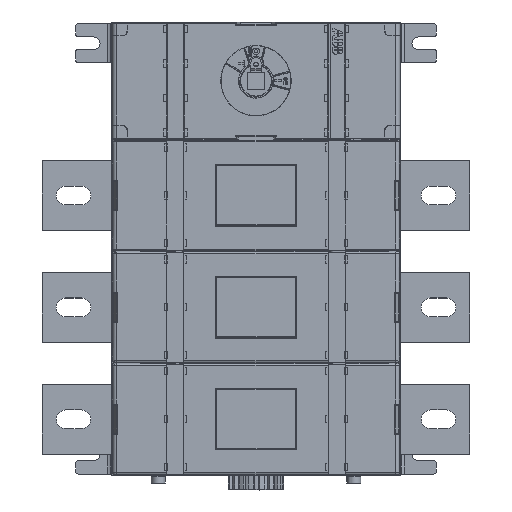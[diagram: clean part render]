
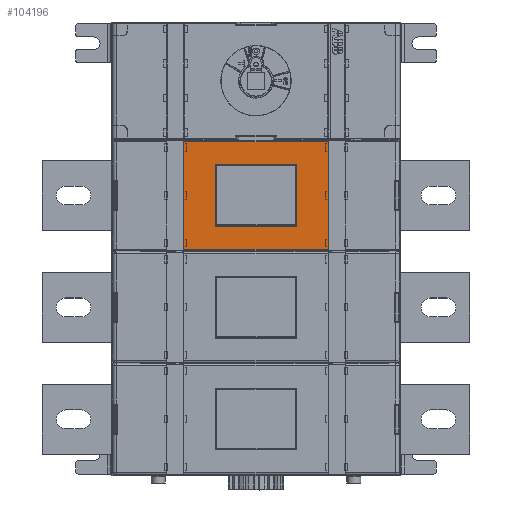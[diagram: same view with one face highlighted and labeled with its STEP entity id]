
A CAD part, top view. The second image highlights one B-rep face of the part: STEP entity #104196.
In plain terms, the highlighted planar face has unit normal (0, 0, 1).
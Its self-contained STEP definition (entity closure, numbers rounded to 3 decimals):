
#10837=DIRECTION('',(0.,1.,0.));
#10838=VECTOR('',#10837,76.786);
#10839=CARTESIAN_POINT('',(-19.839,-119.438,114.5));
#10840=LINE('',#10839,#10838);
#10906=DIRECTION('',(1.,0.,0.));
#10907=VECTOR('',#10906,103.);
#10908=CARTESIAN_POINT('',(-19.839,-42.652,114.5));
#10909=LINE('',#10908,#10907);
#10910=DIRECTION('',(0.,-1.,0.));
#10911=VECTOR('',#10910,76.786);
#10912=CARTESIAN_POINT('',(83.161,-42.652,114.5));
#10913=LINE('',#10912,#10911);
#10984=CARTESIAN_POINT('',(60.161,-102.545,114.5));
#10985=DIRECTION('',(0.,0.,-1.));
#10986=DIRECTION('',(1.,0.,0.));
#10987=AXIS2_PLACEMENT_3D('',#10984,#10985,#10986);
#10989=CARTESIAN_POINT('',(60.161,-59.545,114.5));
#10990=DIRECTION('',(0.,0.,-1.));
#10991=DIRECTION('',(0.,1.,0.));
#10992=AXIS2_PLACEMENT_3D('',#10989,#10990,#10991);
#10994=CARTESIAN_POINT('',(3.161,-59.545,114.5));
#10995=DIRECTION('',(0.,0.,-1.));
#10996=DIRECTION('',(-1.,0.,0.));
#10997=AXIS2_PLACEMENT_3D('',#10994,#10995,#10996);
#10999=CARTESIAN_POINT('',(3.161,-102.545,114.5));
#11000=DIRECTION('',(0.,0.,-1.));
#11001=DIRECTION('',(0.,-1.,0.));
#11002=AXIS2_PLACEMENT_3D('',#10999,#11000,#11001);
#11008=DIRECTION('',(-1.,0.,0.));
#11009=VECTOR('',#11008,103.);
#11010=CARTESIAN_POINT('',(83.161,-119.438,114.5));
#11011=LINE('',#11010,#11009);
#11020=DIRECTION('',(0.,1.,0.));
#11021=VECTOR('',#11020,43.);
#11022=CARTESIAN_POINT('',(60.661,-102.545,114.5));
#11023=LINE('',#11022,#11021);
#11624=DIRECTION('',(0.,-1.,0.));
#11625=VECTOR('',#11624,43.);
#11626=CARTESIAN_POINT('',(2.661,-59.545,114.5));
#11627=LINE('',#11626,#11625);
#11628=DIRECTION('',(-1.,0.,0.));
#11629=VECTOR('',#11628,57.);
#11630=CARTESIAN_POINT('',(60.161,-59.045,114.5));
#11631=LINE('',#11630,#11629);
#11740=DIRECTION('',(1.,0.,0.));
#11741=VECTOR('',#11740,57.);
#11742=CARTESIAN_POINT('',(3.161,-103.045,114.5));
#11743=LINE('',#11742,#11741);
#72062=CARTESIAN_POINT('',(-19.839,-42.652,114.5));
#72064=VERTEX_POINT('',#72062);
#72066=CARTESIAN_POINT('',(83.161,-42.652,114.5));
#72067=VERTEX_POINT('',#72066);
#72070=CARTESIAN_POINT('',(83.161,-119.438,114.5));
#72072=VERTEX_POINT('',#72070);
#72074=CARTESIAN_POINT('',(-19.839,-119.438,114.5));
#72075=VERTEX_POINT('',#72074);
#72235=CARTESIAN_POINT('',(3.161,-103.045,114.5));
#72236=VERTEX_POINT('',#72235);
#72237=CARTESIAN_POINT('',(60.161,-103.045,114.5));
#72238=VERTEX_POINT('',#72237);
#72239=CARTESIAN_POINT('',(2.661,-102.545,114.5));
#72240=VERTEX_POINT('',#72239);
#72241=CARTESIAN_POINT('',(2.661,-59.545,114.5));
#72242=VERTEX_POINT('',#72241);
#72243=CARTESIAN_POINT('',(3.161,-59.045,114.5));
#72244=VERTEX_POINT('',#72243);
#72247=CARTESIAN_POINT('',(60.161,-59.045,114.5));
#72248=VERTEX_POINT('',#72247);
#72251=CARTESIAN_POINT('',(60.661,-59.545,114.5));
#72252=VERTEX_POINT('',#72251);
#72253=CARTESIAN_POINT('',(60.661,-102.545,114.5));
#72254=VERTEX_POINT('',#72253);
#104166=CARTESIAN_POINT('',(31.661,-81.045,114.5));
#104167=DIRECTION('',(0.,0.,1.));
#104168=DIRECTION('',(1.,0.,0.));
#104169=AXIS2_PLACEMENT_3D('',#104166,#104167,#104168);
#104170=PLANE('',#104169);
#104171=ORIENTED_EDGE('',*,*,#104096,.T.);
#104172=ORIENTED_EDGE('',*,*,#104118,.T.);
#104174=ORIENTED_EDGE('',*,*,#104173,.T.);
#104175=ORIENTED_EDGE('',*,*,#104044,.T.);
#104176=EDGE_LOOP('',(#104171,#104172,#104174,#104175));
#104177=FACE_OUTER_BOUND('',#104176,.F.);
#104179=ORIENTED_EDGE('',*,*,#104178,.F.);
#104181=ORIENTED_EDGE('',*,*,#104180,.T.);
#104183=ORIENTED_EDGE('',*,*,#104182,.F.);
#104185=ORIENTED_EDGE('',*,*,#104184,.T.);
#104187=ORIENTED_EDGE('',*,*,#104186,.F.);
#104189=ORIENTED_EDGE('',*,*,#104188,.T.);
#104191=ORIENTED_EDGE('',*,*,#104190,.F.);
#104193=ORIENTED_EDGE('',*,*,#104192,.T.);
#104194=EDGE_LOOP('',(#104179,#104181,#104183,#104185,#104187,#104189,#104191,
#104193));
#104195=FACE_BOUND('',#104194,.F.);
#10988=CIRCLE('',#10987,0.5);
#10993=CIRCLE('',#10992,0.5);
#10998=CIRCLE('',#10997,0.5);
#11003=CIRCLE('',#11002,0.5);
#104044=EDGE_CURVE('',#72075,#72064,#10840,.T.);
#104096=EDGE_CURVE('',#72064,#72067,#10909,.T.);
#104118=EDGE_CURVE('',#72067,#72072,#10913,.T.);
#104173=EDGE_CURVE('',#72072,#72075,#11011,.T.);
#104178=EDGE_CURVE('',#72254,#72238,#10988,.T.);
#104180=EDGE_CURVE('',#72254,#72252,#11023,.T.);
#104182=EDGE_CURVE('',#72248,#72252,#10993,.T.);
#104184=EDGE_CURVE('',#72248,#72244,#11631,.T.);
#104186=EDGE_CURVE('',#72242,#72244,#10998,.T.);
#104188=EDGE_CURVE('',#72242,#72240,#11627,.T.);
#104190=EDGE_CURVE('',#72236,#72240,#11003,.T.);
#104192=EDGE_CURVE('',#72236,#72238,#11743,.T.);
#104196=ADVANCED_FACE('',(#104177,#104195),#104170,.T.);
